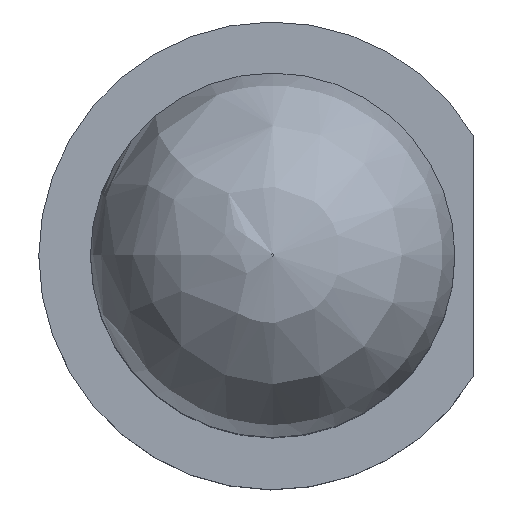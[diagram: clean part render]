
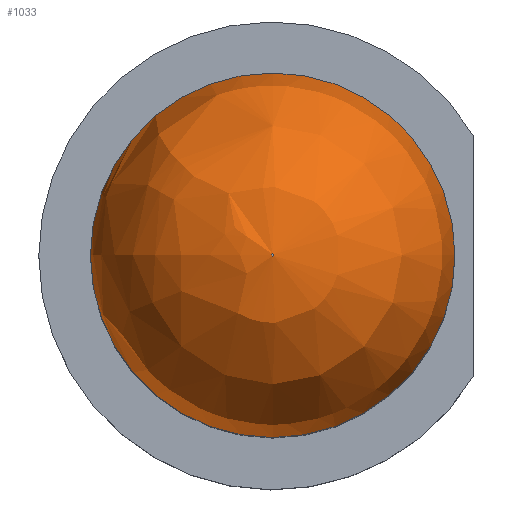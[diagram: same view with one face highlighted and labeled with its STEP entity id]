
A CAD part, top view. The second image highlights one B-rep face of the part: STEP entity #1033.
In plain terms, the highlighted free-form (B-spline) face has degree [2, 2] with [3, 9] control points.
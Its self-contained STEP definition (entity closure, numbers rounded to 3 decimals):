
#43=(
BOUNDED_SURFACE()
B_SPLINE_SURFACE(2,2,((#1460,#1461,#1462,#1463,#1464,#1465,#1466,#1467,
#1468),(#1469,#1470,#1471,#1472,#1473,#1474,#1475,#1476,#1477),(#1478,#1479,
#1480,#1481,#1482,#1483,#1484,#1485,#1486)),.UNSPECIFIED.,.F.,.T.,.F.)
B_SPLINE_SURFACE_WITH_KNOTS((3,3),(3,2,2,2,3),(0.,1.571),(-3.142,
-1.571,0.,1.571,3.142),.UNSPECIFIED.)
GEOMETRIC_REPRESENTATION_ITEM()
RATIONAL_B_SPLINE_SURFACE(((1.,0.707,1.,0.707,1.,
0.707,1.,0.707,1.),(0.707,0.5,0.707,
0.5,0.707,0.5,0.707,0.5,0.707),(1.,
0.707,1.,0.707,1.,0.707,1.,0.707,
1.)))
REPRESENTATION_ITEM('')
SURFACE()
);
#52=CIRCLE('',#1107,0.01);
#53=CIRCLE('',#1108,1.49);
#54=CIRCLE('',#1109,1.5);
#55=CIRCLE('',#1110,1.5);
#68=FACE_OUTER_BOUND('',#124,.T.);
#124=EDGE_LOOP('',(#697,#698,#699,#700,#701));
#446=VERTEX_POINT('',#1487);
#447=VERTEX_POINT('',#1489);
#448=VERTEX_POINT('',#1491);
#546=EDGE_CURVE('',#446,#446,#52,.T.);
#547=EDGE_CURVE('',#446,#447,#53,.T.);
#548=EDGE_CURVE('',#447,#448,#54,.T.);
#549=EDGE_CURVE('',#448,#447,#55,.T.);
#697=ORIENTED_EDGE('',*,*,#546,.T.);
#698=ORIENTED_EDGE('',*,*,#547,.T.);
#699=ORIENTED_EDGE('',*,*,#548,.T.);
#700=ORIENTED_EDGE('',*,*,#549,.T.);
#701=ORIENTED_EDGE('',*,*,#547,.F.);
#1033=ADVANCED_FACE('',(#68),#43,.F.);
#1107=AXIS2_PLACEMENT_3D('',#1488,#1188,#1189);
#1108=AXIS2_PLACEMENT_3D('',#1490,#1190,#1191);
#1109=AXIS2_PLACEMENT_3D('',#1492,#1192,#1193);
#1110=AXIS2_PLACEMENT_3D('',#1493,#1194,#1195);
#1188=DIRECTION('center_axis',(0.,0.,-1.));
#1189=DIRECTION('ref_axis',(-1.,0.,0.));
#1190=DIRECTION('center_axis',(0.,-1.,0.));
#1191=DIRECTION('ref_axis',(-1.,0.,0.));
#1192=DIRECTION('center_axis',(0.,0.,1.));
#1193=DIRECTION('ref_axis',(-1.,0.,0.));
#1194=DIRECTION('center_axis',(0.,0.,1.));
#1195=DIRECTION('ref_axis',(-1.,0.,0.));
#1460=CARTESIAN_POINT('Ctrl Pts',(-1.5,0.,3.81));
#1461=CARTESIAN_POINT('Ctrl Pts',(-1.5,-1.5,3.81));
#1462=CARTESIAN_POINT('Ctrl Pts',(0.,-1.5,3.81));
#1463=CARTESIAN_POINT('Ctrl Pts',(1.5,-1.5,3.81));
#1464=CARTESIAN_POINT('Ctrl Pts',(1.5,0.,3.81));
#1465=CARTESIAN_POINT('Ctrl Pts',(1.5,1.5,3.81));
#1466=CARTESIAN_POINT('Ctrl Pts',(0.,1.5,3.81));
#1467=CARTESIAN_POINT('Ctrl Pts',(-1.5,1.5,3.81));
#1468=CARTESIAN_POINT('Ctrl Pts',(-1.5,0.,3.81));
#1469=CARTESIAN_POINT('Ctrl Pts',(-1.5,0.,5.3));
#1470=CARTESIAN_POINT('Ctrl Pts',(-1.5,-1.5,5.3));
#1471=CARTESIAN_POINT('Ctrl Pts',(0.,-1.5,5.3));
#1472=CARTESIAN_POINT('Ctrl Pts',(1.5,-1.5,5.3));
#1473=CARTESIAN_POINT('Ctrl Pts',(1.5,0.,5.3));
#1474=CARTESIAN_POINT('Ctrl Pts',(1.5,1.5,5.3));
#1475=CARTESIAN_POINT('Ctrl Pts',(0.,1.5,5.3));
#1476=CARTESIAN_POINT('Ctrl Pts',(-1.5,1.5,5.3));
#1477=CARTESIAN_POINT('Ctrl Pts',(-1.5,0.,5.3));
#1478=CARTESIAN_POINT('Ctrl Pts',(-0.01,0.,5.3));
#1479=CARTESIAN_POINT('Ctrl Pts',(-0.01,-0.01,
5.3));
#1480=CARTESIAN_POINT('Ctrl Pts',(0.,-0.01,5.3));
#1481=CARTESIAN_POINT('Ctrl Pts',(0.01,-0.01,
5.3));
#1482=CARTESIAN_POINT('Ctrl Pts',(0.01,0.,5.3));
#1483=CARTESIAN_POINT('Ctrl Pts',(0.01,0.01,
5.3));
#1484=CARTESIAN_POINT('Ctrl Pts',(0.,0.01,5.3));
#1485=CARTESIAN_POINT('Ctrl Pts',(-0.01,0.01,
5.3));
#1486=CARTESIAN_POINT('Ctrl Pts',(-0.01,0.,5.3));
#1487=CARTESIAN_POINT('',(-0.01,0.,5.3));
#1488=CARTESIAN_POINT('Origin',(0.,0.,5.3));
#1489=CARTESIAN_POINT('',(-1.5,0.,3.81));
#1490=CARTESIAN_POINT('Origin',(-0.01,0.,
3.81));
#1491=CARTESIAN_POINT('',(1.5,0.,3.81));
#1492=CARTESIAN_POINT('Origin',(0.,0.,3.81));
#1493=CARTESIAN_POINT('Origin',(0.,0.,3.81));
